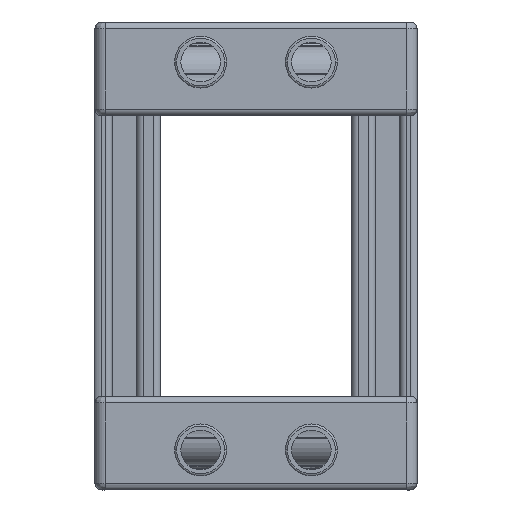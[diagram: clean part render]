
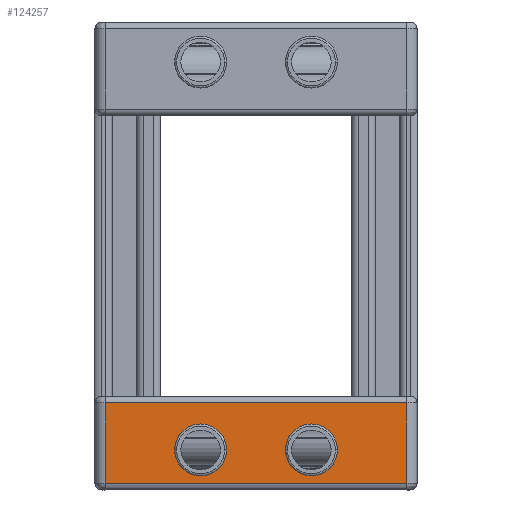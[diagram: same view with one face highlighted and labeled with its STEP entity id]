
A CAD part, left-side view. The second image highlights one B-rep face of the part: STEP entity #124257.
In plain terms, the highlighted planar face has unit normal (-1, 0, 0).
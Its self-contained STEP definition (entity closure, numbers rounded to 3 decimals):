
#1034 = DIRECTION ( 'NONE',  ( -1., 0., 0. ) ) ;
#1865 = LINE ( 'NONE', #36675, #55277 ) ;
#2132 = ORIENTED_EDGE ( 'NONE', *, *, #14036, .F. ) ;
#3722 = EDGE_CURVE ( 'NONE', #117484, #95972, #83571, .T. ) ;
#5129 = CARTESIAN_POINT ( 'NONE',  ( -289.867, 21.681, 123.819 ) ) ;
#11384 = CARTESIAN_POINT ( 'NONE',  ( -289.867, -8.069, 117.037 ) ) ;
#12264 = EDGE_CURVE ( 'NONE', #111214, #94388, #29683, .T. ) ;
#14036 = EDGE_CURVE ( 'NONE', #99976, #122727, #110180, .T. ) ;
#14781 = AXIS2_PLACEMENT_3D ( 'NONE', #102305, #124385, #58569 ) ;
#14831 = VECTOR ( 'NONE', #112502, 1000. ) ;
#15499 = DIRECTION ( 'NONE',  ( 0., 0., 1. ) ) ;
#20044 = CARTESIAN_POINT ( 'NONE',  ( -289.867, 7.931, 113.287 ) ) ;
#21973 = CIRCLE ( 'NONE', #64602, 3.75 ) ;
#23524 = CARTESIAN_POINT ( 'NONE',  ( -289.867, -21.819, 208.302 ) ) ;
#26034 = VERTEX_POINT ( 'NONE', #31197 ) ;
#29683 = LINE ( 'NONE', #49392, #84783 ) ;
#31197 = CARTESIAN_POINT ( 'NONE',  ( -289.867, -8.069, 113.287 ) ) ;
#36061 = AXIS2_PLACEMENT_3D ( 'NONE', #11384, #88829, #76387 ) ;
#36675 = CARTESIAN_POINT ( 'NONE',  ( -289.867, 21.681, 208.302 ) ) ;
#37520 = CARTESIAN_POINT ( 'NONE',  ( -289.867, 23.181, 112.255 ) ) ;
#39673 = CARTESIAN_POINT ( 'NONE',  ( -289.867, -21.819, 123.819 ) ) ;
#40326 = CARTESIAN_POINT ( 'NONE',  ( -289.867, -8.069, 117.037 ) ) ;
#42590 = CARTESIAN_POINT ( 'NONE',  ( -289.867, -21.819, 112.255 ) ) ;
#43946 = DIRECTION ( 'NONE',  ( 0., 0., -1. ) ) ;
#44322 = CARTESIAN_POINT ( 'NONE',  ( -289.867, 7.931, 117.037 ) ) ;
#49392 = CARTESIAN_POINT ( 'NONE',  ( -289.867, -19.497, 123.819 ) ) ;
#50612 = CARTESIAN_POINT ( 'NONE',  ( -289.867, 7.931, 120.787 ) ) ;
#54765 = EDGE_CURVE ( 'NONE', #122727, #94388, #1865, .T. ) ;
#55277 = VECTOR ( 'NONE', #15499, 1000. ) ;
#56341 = DIRECTION ( 'NONE',  ( 0., 0., -1. ) ) ;
#58569 = DIRECTION ( 'NONE',  ( 0., 0., -1. ) ) ;
#60133 = ORIENTED_EDGE ( 'NONE', *, *, #124892, .F. ) ;
#64602 = AXIS2_PLACEMENT_3D ( 'NONE', #40326, #73104, #84113 ) ;
#66348 = ORIENTED_EDGE ( 'NONE', *, *, #54765, .F. ) ;
#66717 = ORIENTED_EDGE ( 'NONE', *, *, #3722, .F. ) ;
#70056 = CARTESIAN_POINT ( 'NONE',  ( -289.867, 21.681, 112.255 ) ) ;
#71893 = EDGE_LOOP ( 'NONE', ( #89406, #66348, #2132, #122151 ) ) ;
#73104 = DIRECTION ( 'NONE',  ( -1., 0., 0. ) ) ;
#76387 = DIRECTION ( 'NONE',  ( 0., 0., -1. ) ) ;
#76542 = CIRCLE ( 'NONE', #100407, 3.75 ) ;
#80659 = FACE_BOUND ( 'NONE', #116069, .T. ) ;
#83456 = EDGE_CURVE ( 'NONE', #95972, #117484, #76542, .T. ) ;
#83571 = CIRCLE ( 'NONE', #120232, 3.75 ) ;
#84113 = DIRECTION ( 'NONE',  ( 0., 0., -1. ) ) ;
#84783 = VECTOR ( 'NONE', #93595, 1000. ) ;
#85385 = LINE ( 'NONE', #23524, #14831 ) ;
#85727 = EDGE_LOOP ( 'NONE', ( #125041, #66717 ) ) ;
#86940 = VERTEX_POINT ( 'NONE', #134087 ) ;
#88829 = DIRECTION ( 'NONE',  ( -1., 0., 0. ) ) ;
#89406 = ORIENTED_EDGE ( 'NONE', *, *, #12264, .T. ) ;
#92836 = DIRECTION ( 'NONE',  ( 0., 1., 0. ) ) ;
#93595 = DIRECTION ( 'NONE',  ( 0., 1., 0. ) ) ;
#94388 = VERTEX_POINT ( 'NONE', #5129 ) ;
#95674 = EDGE_CURVE ( 'NONE', #111214, #99976, #85385, .T. ) ;
#95972 = VERTEX_POINT ( 'NONE', #20044 ) ;
#96305 = VECTOR ( 'NONE', #92836, 1000. ) ;
#99976 = VERTEX_POINT ( 'NONE', #42590 ) ;
#100407 = AXIS2_PLACEMENT_3D ( 'NONE', #142454, #108451, #43946 ) ;
#100685 = CIRCLE ( 'NONE', #36061, 3.75 ) ;
#102305 = CARTESIAN_POINT ( 'NONE',  ( -289.867, 23.181, 208.302 ) ) ;
#108451 = DIRECTION ( 'NONE',  ( -1., 0., 0. ) ) ;
#109928 = FACE_BOUND ( 'NONE', #85727, .T. ) ;
#110180 = LINE ( 'NONE', #37520, #96305 ) ;
#110874 = EDGE_CURVE ( 'NONE', #86940, #26034, #100685, .T. ) ;
#111214 = VERTEX_POINT ( 'NONE', #39673 ) ;
#111568 = FACE_OUTER_BOUND ( 'NONE', #71893, .T. ) ;
#112502 = DIRECTION ( 'NONE',  ( 0., 0., -1. ) ) ;
#114318 = PLANE ( 'NONE',  #14781 ) ;
#116069 = EDGE_LOOP ( 'NONE', ( #60133, #122268 ) ) ;
#117484 = VERTEX_POINT ( 'NONE', #50612 ) ;
#120232 = AXIS2_PLACEMENT_3D ( 'NONE', #44322, #1034, #56341 ) ;
#122151 = ORIENTED_EDGE ( 'NONE', *, *, #95674, .F. ) ;
#122268 = ORIENTED_EDGE ( 'NONE', *, *, #110874, .F. ) ;
#122727 = VERTEX_POINT ( 'NONE', #70056 ) ;
#124257 = ADVANCED_FACE ( 'NONE', ( #111568, #109928, #80659 ), #114318, .T. ) ;
#124385 = DIRECTION ( 'NONE',  ( -1., 0., 0. ) ) ;
#124892 = EDGE_CURVE ( 'NONE', #26034, #86940, #21973, .T. ) ;
#125041 = ORIENTED_EDGE ( 'NONE', *, *, #83456, .F. ) ;
#134087 = CARTESIAN_POINT ( 'NONE',  ( -289.867, -8.069, 120.787 ) ) ;
#142454 = CARTESIAN_POINT ( 'NONE',  ( -289.867, 7.931, 117.037 ) ) ;
